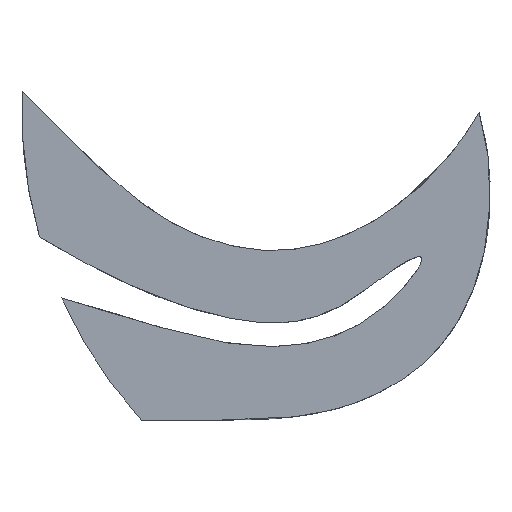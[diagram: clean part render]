
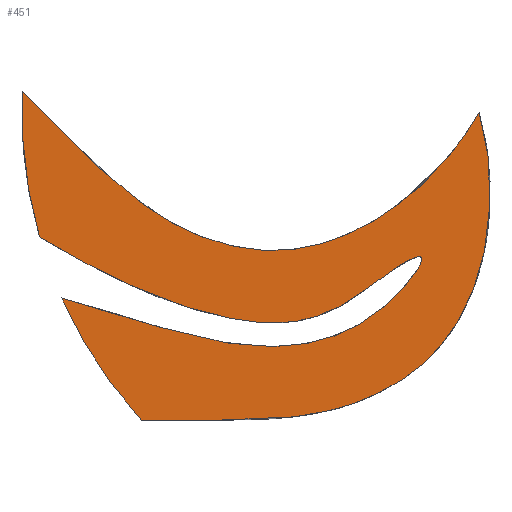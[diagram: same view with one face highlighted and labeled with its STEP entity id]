
A CAD part, front view. The second image highlights one B-rep face of the part: STEP entity #451.
In plain terms, the highlighted planar face has unit normal (0, -1, 0).
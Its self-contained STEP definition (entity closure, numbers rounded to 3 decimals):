
#6 = AXIS2_PLACEMENT_3D ( 'NONE', #415, #240, #298 ) ;
#17 = CARTESIAN_POINT ( 'NONE',  ( -88.635, 0., -100.304 ) ) ;
#23 = CIRCLE ( 'NONE', #250, 150. ) ;
#32 = CARTESIAN_POINT ( 'NONE',  ( -54.942, 0., -95.439 ) ) ;
#46 = CARTESIAN_POINT ( 'NONE',  ( -110.722, 0., -101.196 ) ) ;
#51 = EDGE_CURVE ( 'NONE', #378, #242, #23, .T. ) ;
#67 = B_SPLINE_CURVE_WITH_KNOTS ( 'NONE', 3,
 ( #222, #778, #477, #537, #239 ),
 .UNSPECIFIED., .F., .F.,
 ( 4, 1, 4 ),
 ( 0., 0.055, 0.116 ),
 .UNSPECIFIED. ) ;
#91 = CARTESIAN_POINT ( 'NONE',  ( -144.29, 0., -40.992 ) ) ;
#107 = ORIENTED_EDGE ( 'NONE', *, *, #446, .F. ) ;
#111 = CARTESIAN_POINT ( 'NONE',  ( 0., 0., 0. ) ) ;
#147 = CARTESIAN_POINT ( 'NONE',  ( -48.638, 0., -53.337 ) ) ;
#148 = CARTESIAN_POINT ( 'NONE',  ( -21.903, 0., -46.45 ) ) ;
#151 = DIRECTION ( 'NONE',  ( 0., 1., 0. ) ) ;
#153 = AXIS2_PLACEMENT_3D ( 'NONE', #507, #151, #325 ) ;
#182 = CARTESIAN_POINT ( 'NONE',  ( -36.959, 0., -58.034 ) ) ;
#188 = ORIENTED_EDGE ( 'NONE', *, *, #686, .F. ) ;
#196 = CARTESIAN_POINT ( 'NONE',  ( -52.927, 0., -104.841 ) ) ;
#199 = VERTEX_POINT ( 'NONE', #182 ) ;
#212 = CARTESIAN_POINT ( 'NONE',  ( -149.849, 0., 6.736 ) ) ;
#222 = CARTESIAN_POINT ( 'NONE',  ( -36.959, 0., -58.034 ) ) ;
#226 = CARTESIAN_POINT ( 'NONE',  ( -12.375, 0., -22.38 ) ) ;
#234 = CARTESIAN_POINT ( 'NONE',  ( -111.559, 0., -36.708 ) ) ;
#239 = CARTESIAN_POINT ( 'NONE',  ( -144.29, 0., -40.992 ) ) ;
#240 = DIRECTION ( 'NONE',  ( 0., 1., 0. ) ) ;
#242 = VERTEX_POINT ( 'NONE', #532 ) ;
#250 = AXIS2_PLACEMENT_3D ( 'NONE', #111, #636, #762 ) ;
#267 = PLANE ( 'NONE',  #153 ) ;
#269 = VERTEX_POINT ( 'NONE', #341 ) ;
#293 = B_SPLINE_CURVE_WITH_KNOTS ( 'NONE', 3,
 ( #212, #381, #234, #147, #226, #573 ),
 .UNSPECIFIED., .F., .F.,
 ( 4, 1, 1, 4 ),
 ( 0., 0.068, 0.103, 0.184 ),
 .UNSPECIFIED. ) ;
#298 = DIRECTION ( 'NONE',  ( 0., 0., -1. ) ) ;
#325 = DIRECTION ( 'NONE',  ( 0., 0., 1. ) ) ;
#329 = CARTESIAN_POINT ( 'NONE',  ( -137.039, 0., -60.994 ) ) ;
#341 = CARTESIAN_POINT ( 'NONE',  ( -137.039, 0., -60.994 ) ) ;
#343 = ORIENTED_EDGE ( 'NONE', *, *, #51, .F. ) ;
#361 = CARTESIAN_POINT ( 'NONE',  ( 3.322, 0., -72.107 ) ) ;
#368 = EDGE_CURVE ( 'NONE', #199, #378, #67, .T. ) ;
#378 = VERTEX_POINT ( 'NONE', #91 ) ;
#381 = CARTESIAN_POINT ( 'NONE',  ( -133.6, 0., -8.251 ) ) ;
#403 = CARTESIAN_POINT ( 'NONE',  ( 7.074, 0., -24.575 ) ) ;
#415 = CARTESIAN_POINT ( 'NONE',  ( 0., 0., 0. ) ) ;
#423 = CARTESIAN_POINT ( 'NONE',  ( -110.722, 0., -101.196 ) ) ;
#436 = ORIENTED_EDGE ( 'NONE', *, *, #782, .F. ) ;
#440 = CARTESIAN_POINT ( 'NONE',  ( -14.494, 0., -45.341 ) ) ;
#446 = EDGE_CURVE ( 'NONE', #269, #199, #755, .T. ) ;
#451 = ADVANCED_FACE ( 'NONE', ( #757 ), #267, .F. ) ;
#477 = CARTESIAN_POINT ( 'NONE',  ( -80.296, 0., -70.989 ) ) ;
#499 = VERTEX_POINT ( 'NONE', #46 ) ;
#507 = CARTESIAN_POINT ( 'NONE',  ( 0., 0., 0. ) ) ;
#519 = B_SPLINE_CURVE_WITH_KNOTS ( 'NONE', 3,
 ( #683, #403, #361, #196, #17, #423 ),
 .UNSPECIFIED., .F., .F.,
 ( 4, 1, 1, 4 ),
 ( 0., 0.082, 0.116, 0.184 ),
 .UNSPECIFIED. ) ;
#532 = CARTESIAN_POINT ( 'NONE',  ( -149.849, 0., 6.736 ) ) ;
#537 = CARTESIAN_POINT ( 'NONE',  ( -115.368, 0., -58.094 ) ) ;
#550 = ORIENTED_EDGE ( 'NONE', *, *, #368, .F. ) ;
#554 = ORIENTED_EDGE ( 'NONE', *, *, #629, .F. ) ;
#573 = CARTESIAN_POINT ( 'NONE',  ( 0., 0., 0. ) ) ;
#578 = CARTESIAN_POINT ( 'NONE',  ( -105.3, 0., -68.775 ) ) ;
#581 = CARTESIAN_POINT ( 'NONE',  ( -36.959, 0., -58.034 ) ) ;
#592 = CARTESIAN_POINT ( 'NONE',  ( 0., 0., 0. ) ) ;
#629 = EDGE_CURVE ( 'NONE', #242, #631, #293, .T. ) ;
#631 = VERTEX_POINT ( 'NONE', #592 ) ;
#636 = DIRECTION ( 'NONE',  ( 0., 1., 0. ) ) ;
#683 = CARTESIAN_POINT ( 'NONE',  ( 0., 0., 0. ) ) ;
#686 = EDGE_CURVE ( 'NONE', #499, #269, #747, .T. ) ;
#747 = CIRCLE ( 'NONE', #6, 150. ) ;
#750 = EDGE_LOOP ( 'NONE', ( #554, #343, #550, #107, #188, #436 ) ) ;
#755 = B_SPLINE_CURVE_WITH_KNOTS ( 'NONE', 3,
 ( #329, #578, #32, #440, #148, #581 ),
 .UNSPECIFIED., .F., .F.,
 ( 4, 1, 1, 4 ),
 ( 0., 0.115, 0.132, 0.153 ),
 .UNSPECIFIED. ) ;
#757 = FACE_OUTER_BOUND ( 'NONE', #750, .T. ) ;
#762 = DIRECTION ( 'NONE',  ( 0., 0., -1. ) ) ;
#778 = CARTESIAN_POINT ( 'NONE',  ( -52.677, 0., -70.128 ) ) ;
#782 = EDGE_CURVE ( 'NONE', #631, #499, #519, .T. ) ;
